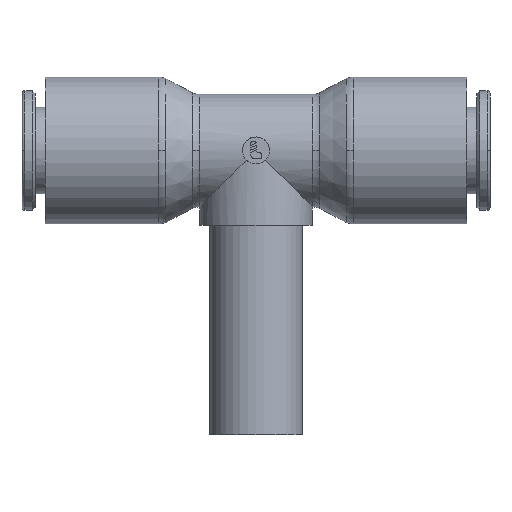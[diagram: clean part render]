
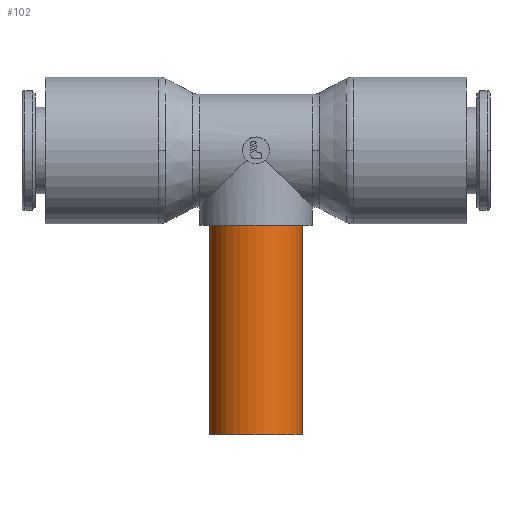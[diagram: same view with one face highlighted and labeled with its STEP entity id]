
A CAD part, top view. The second image highlights one B-rep face of the part: STEP entity #102.
In plain terms, the highlighted cylindrical face has radius 6 mm (diameter 12 mm), a partial arc.
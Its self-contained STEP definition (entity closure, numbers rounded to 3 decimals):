
#102=ADVANCED_FACE('',(#241),#242,.T.);
#241=FACE_OUTER_BOUND('',#408,.T.);
#242=CYLINDRICAL_SURFACE('',#409,6.0);
#408=EDGE_LOOP('',(#925,#926,#927,#928));
#409=AXIS2_PLACEMENT_3D('',#929,#930,#931);
#925=ORIENTED_EDGE('',*,*,#1159,.T.);
#926=ORIENTED_EDGE('',*,*,#1275,.T.);
#927=ORIENTED_EDGE('',*,*,#1161,.T.);
#928=ORIENTED_EDGE('',*,*,#1278,.F.);
#929=CARTESIAN_POINT('',(0.0,18.4,0.0));
#930=DIRECTION('',(-0.0,1.0,0.0));
#931=DIRECTION('',(1.0,0.0,0.0));
#1159=EDGE_CURVE('',#1415,#1416,#1417,.T.);
#1161=EDGE_CURVE('',#1420,#1418,#1421,.T.);
#1275=EDGE_CURVE('',#1416,#1420,#1608,.T.);
#1278=EDGE_CURVE('',#1415,#1418,#1611,.T.);
#1415=VERTEX_POINT('',#1770);
#1416=VERTEX_POINT('',#1771);
#1417=LINE('',#1772,#1773);
#1418=VERTEX_POINT('',#1774);
#1420=VERTEX_POINT('',#1776);
#1421=LINE('',#1777,#1778);
#1608=CIRCLE('',#2293,6.0);
#1611=CIRCLE('',#2296,6.0);
#1770=CARTESIAN_POINT('',(6.0,0.0,0.0));
#1771=CARTESIAN_POINT('',(6.0,27.1,0.));
#1772=CARTESIAN_POINT('',(6.0,18.4,0.));
#1773=VECTOR('',#2465,1.0);
#1774=CARTESIAN_POINT('',(-6.0,0.0,0.));
#1776=CARTESIAN_POINT('',(-6.0,27.1,0.));
#1777=CARTESIAN_POINT('',(-6.0,18.4,0.));
#1778=VECTOR('',#2469,1.0);
#2293=AXIS2_PLACEMENT_3D('',#2657,#2658,#2659);
#2296=AXIS2_PLACEMENT_3D('',#2666,#2667,#2668);
#2465=DIRECTION('',(0.0,1.0,0.0));
#2469=DIRECTION('',(-0.0,-1.0,-0.0));
#2657=CARTESIAN_POINT('',(0.0,27.1,0.0));
#2658=DIRECTION('',(0.0,-1.0,0.0));
#2659=DIRECTION('',(1.0,0.0,0.0));
#2666=CARTESIAN_POINT('',(0.0,0.0,0.0));
#2667=DIRECTION('',(0.0,-1.0,0.0));
#2668=DIRECTION('',(1.0,0.0,0.0));
